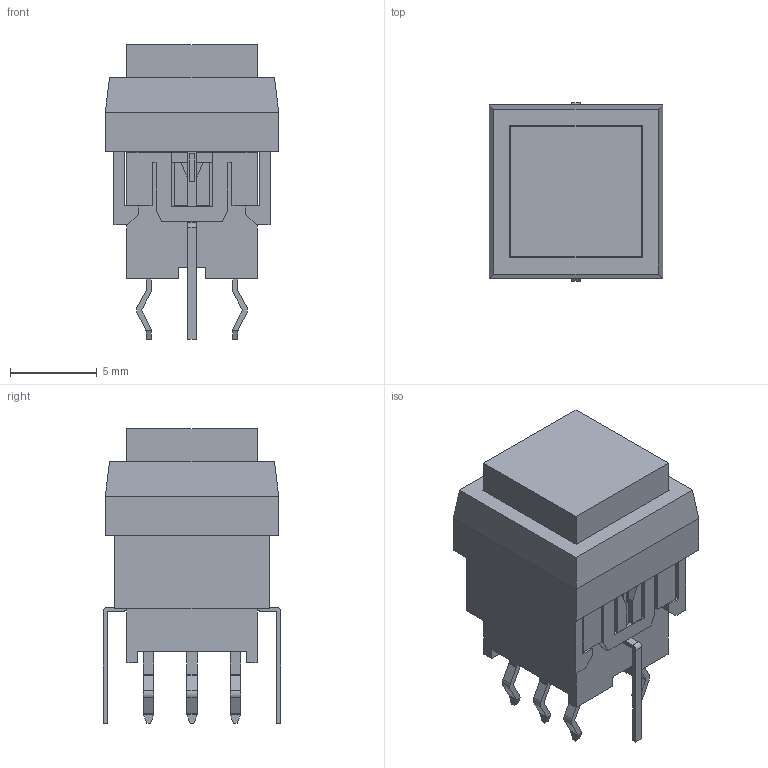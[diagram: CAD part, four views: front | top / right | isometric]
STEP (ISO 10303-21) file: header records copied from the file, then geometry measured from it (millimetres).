
FILE_DESCRIPTION((' '),'2;1');
FILE_NAME('LP4xx1PBAxx.stp','2017-07-21T13:07:31',(' '),(' '),' ','ACIS',' ');
FILE_SCHEMA(('CONFIG_CONTROL_DESIGN'));
Length unit declared in the file: inch
Products named in the file (1): LP4xx1PBAxx.stp
Bounding box: 10 x 10.25 x 17 mm (x, y, z)
Volume: 714.1 mm3; surface area: 1718.5 mm2
Topology: 1 solids, 1 shells, 568 faces, 1577 edges, 1006 vertices
Faces by surface type: plane 460, cylinder 70, bspline 36, sphere 1, cone 1
Full cylindrical faces by diameter (mm): 5.96 x1, 6.8 x1
Entity records: 18251 total; most frequent: CARTESIAN_POINT 3793, ORIENTED_EDGE 3128, DIRECTION 2723, EDGE_CURVE 1564, VECTOR 1323, LINE 1323, VERTEX_POINT 1001, AXIS2_PLACEMENT_3D 700
